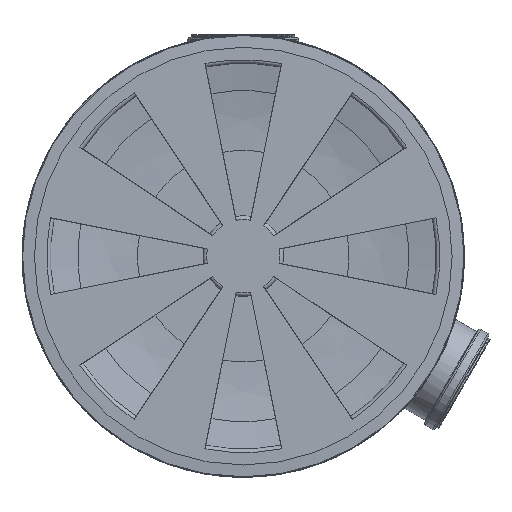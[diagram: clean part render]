
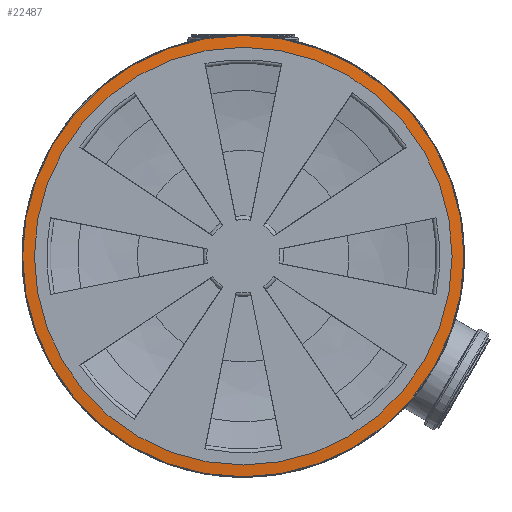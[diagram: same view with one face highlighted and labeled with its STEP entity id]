
A CAD part, front view. The second image highlights one B-rep face of the part: STEP entity #22487.
In plain terms, the highlighted conical face has half-angle 86 degrees and reference radius 353.465 mm.
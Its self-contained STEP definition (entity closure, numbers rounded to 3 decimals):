
#2540=CONICAL_SURFACE('',#24691,353.465,1.501);
#2939=LINE('',#53139,#3451);
#3451=VECTOR('',#29045,353.465);
#4782=FACE_OUTER_BOUND('',#6327,.T.);
#6327=EDGE_LOOP('',(#18404,#18405,#18406,#18407,#18408,#18409));
#7981=CIRCLE('',#24692,364.57);
#7982=CIRCLE('',#24693,342.36);
#7983=CIRCLE('',#24694,342.36);
#7984=CIRCLE('',#24695,364.57);
#10041=VERTEX_POINT('',#53135);
#10042=VERTEX_POINT('',#53136);
#10043=VERTEX_POINT('',#53138);
#10044=VERTEX_POINT('',#53140);
#13048=EDGE_CURVE('',#10041,#10042,#7981,.T.);
#13049=EDGE_CURVE('',#10041,#10043,#2939,.T.);
#13050=EDGE_CURVE('',#10043,#10044,#7982,.T.);
#13051=EDGE_CURVE('',#10044,#10043,#7983,.T.);
#13052=EDGE_CURVE('',#10042,#10041,#7984,.T.);
#18404=ORIENTED_EDGE('',*,*,#13048,.F.);
#18405=ORIENTED_EDGE('',*,*,#13049,.T.);
#18406=ORIENTED_EDGE('',*,*,#13050,.T.);
#18407=ORIENTED_EDGE('',*,*,#13051,.T.);
#18408=ORIENTED_EDGE('',*,*,#13049,.F.);
#18409=ORIENTED_EDGE('',*,*,#13052,.F.);
#22487=ADVANCED_FACE('',(#4782),#2540,.T.);
#24691=AXIS2_PLACEMENT_3D('',#53134,#29041,#29042);
#24692=AXIS2_PLACEMENT_3D('',#53137,#29043,#29044);
#24693=AXIS2_PLACEMENT_3D('',#53141,#29046,#29047);
#24694=AXIS2_PLACEMENT_3D('',#53142,#29048,#29049);
#24695=AXIS2_PLACEMENT_3D('',#53143,#29050,#29051);
#29041=DIRECTION('center_axis',(0.,1.,0.));
#29042=DIRECTION('ref_axis',(-1.,0.,0.));
#29043=DIRECTION('center_axis',(0.,1.,0.));
#29044=DIRECTION('ref_axis',(1.,0.,0.));
#29045=DIRECTION('',(-0.998,-0.07,0.));
#29046=DIRECTION('center_axis',(0.,1.,0.));
#29047=DIRECTION('ref_axis',(1.,0.,0.));
#29048=DIRECTION('center_axis',(0.,1.,0.));
#29049=DIRECTION('ref_axis',(1.,0.,0.));
#29050=DIRECTION('center_axis',(0.,1.,0.));
#29051=DIRECTION('ref_axis',(1.,0.,0.));
#53134=CARTESIAN_POINT('Origin',(0.,23.158,
0.));
#53135=CARTESIAN_POINT('',(364.57,23.935,0.));
#53136=CARTESIAN_POINT('',(0.,23.935,-364.57));
#53137=CARTESIAN_POINT('Origin',(0.,23.935,
0.));
#53138=CARTESIAN_POINT('',(342.36,22.382,0.));
#53139=CARTESIAN_POINT('',(353.465,23.158,0.));
#53140=CARTESIAN_POINT('',(0.,22.382,-342.36));
#53141=CARTESIAN_POINT('Origin',(0.,22.382,
0.));
#53142=CARTESIAN_POINT('Origin',(0.,22.382,
0.));
#53143=CARTESIAN_POINT('Origin',(0.,23.935,
0.));
